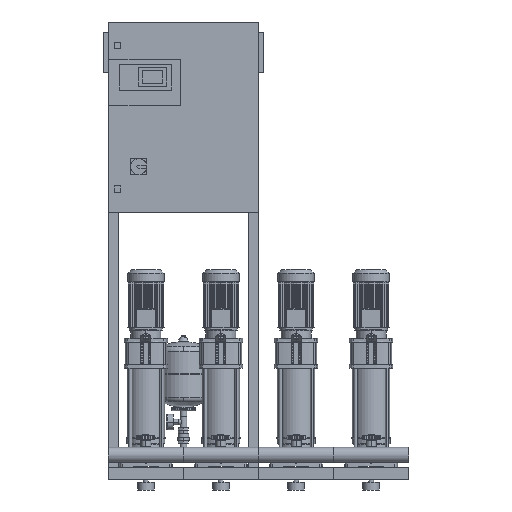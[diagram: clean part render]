
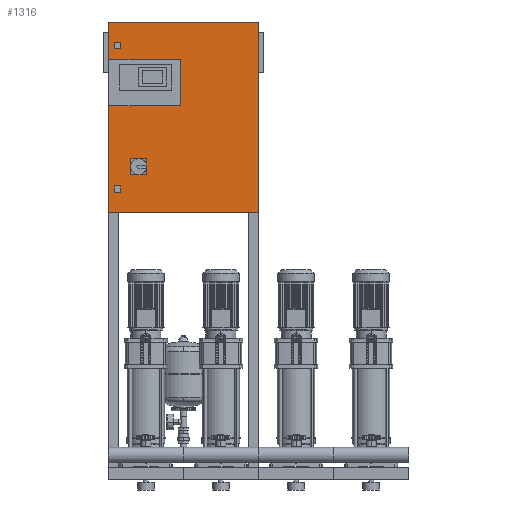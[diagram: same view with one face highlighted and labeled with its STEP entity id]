
A CAD part, front view. The second image highlights one B-rep face of the part: STEP entity #1316.
In plain terms, the highlighted planar face has unit normal (0, -1, 0).
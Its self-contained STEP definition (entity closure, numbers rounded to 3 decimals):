
#171=CARTESIAN_POINT('',(50.,-180.,1790.0));
#172=VERTEX_POINT('',#171);
#179=CARTESIAN_POINT('',(25.,-180.,1790.0));
#180=VERTEX_POINT('',#179);
#181=CARTESIAN_POINT('',(25.,-180.,1790.0));
#182=DIRECTION('',(1.0,0.0,0.0));
#183=VECTOR('',#182,25.0);
#184=LINE('',#181,#183);
#185=EDGE_CURVE('',#180,#172,#184,.T.);
#203=CARTESIAN_POINT('',(25.0,-180.,1765.0));
#204=VERTEX_POINT('',#203);
#205=CARTESIAN_POINT('',(25.0,-180.,1765.0));
#206=DIRECTION('',(0.0,0.0,1.0));
#207=VECTOR('',#206,25.0);
#208=LINE('',#205,#207);
#209=EDGE_CURVE('',#204,#180,#208,.T.);
#227=CARTESIAN_POINT('',(50.,-180.,1765.0));
#228=VERTEX_POINT('',#227);
#229=CARTESIAN_POINT('',(50.,-180.,1765.0));
#230=DIRECTION('',(-1.0,0.0,0.0));
#231=VECTOR('',#230,25.);
#232=LINE('',#229,#231);
#233=EDGE_CURVE('',#228,#204,#232,.T.);
#251=CARTESIAN_POINT('',(50.,-180.,1790.0));
#252=DIRECTION('',(0.0,0.0,-1.0));
#253=VECTOR('',#252,25.0);
#254=LINE('',#251,#253);
#255=EDGE_CURVE('',#172,#228,#254,.T.);
#276=CARTESIAN_POINT('',(50.,-180.,1190.0));
#277=VERTEX_POINT('',#276);
#284=CARTESIAN_POINT('',(50.,-180.,1215.0));
#285=VERTEX_POINT('',#284);
#286=CARTESIAN_POINT('',(50.,-180.,1215.0));
#287=DIRECTION('',(0.0,0.0,-1.0));
#288=VECTOR('',#287,25.0);
#289=LINE('',#286,#288);
#290=EDGE_CURVE('',#285,#277,#289,.T.);
#314=CARTESIAN_POINT('',(25.,-180.,1190.0));
#315=VERTEX_POINT('',#314);
#322=CARTESIAN_POINT('',(50.,-180.,1190.0));
#323=DIRECTION('',(-1.0,0.0,0.0));
#324=VECTOR('',#323,25.);
#325=LINE('',#322,#324);
#326=EDGE_CURVE('',#277,#315,#325,.T.);
#345=CARTESIAN_POINT('',(25.,-180.,1215.0));
#346=VERTEX_POINT('',#345);
#353=CARTESIAN_POINT('',(25.,-180.,1190.0));
#354=DIRECTION('',(0.0,0.0,1.0));
#355=VECTOR('',#354,25.0);
#356=LINE('',#353,#355);
#357=EDGE_CURVE('',#315,#346,#356,.T.);
#375=CARTESIAN_POINT('',(25.,-180.,1215.0));
#376=DIRECTION('',(1.0,0.0,0.0));
#377=VECTOR('',#376,25.);
#378=LINE('',#375,#377);
#379=EDGE_CURVE('',#346,#285,#378,.T.);
#848=CARTESIAN_POINT('',(2.0,-180.,1720.0));
#849=VERTEX_POINT('',#848);
#856=CARTESIAN_POINT('',(2.0,-180.,1535.0));
#857=VERTEX_POINT('',#856);
#858=CARTESIAN_POINT('',(2.0,-180.,1535.0));
#859=DIRECTION('',(0.0,0.0,1.0));
#860=VECTOR('',#859,185.0);
#861=LINE('',#858,#860);
#862=EDGE_CURVE('',#857,#849,#861,.T.);
#887=CARTESIAN_POINT('',(288.,-180.,1535.0));
#888=VERTEX_POINT('',#887);
#889=CARTESIAN_POINT('',(288.,-180.,1535.0));
#890=DIRECTION('',(-1.0,0.0,0.0));
#891=VECTOR('',#890,286.);
#892=LINE('',#889,#891);
#893=EDGE_CURVE('',#888,#857,#892,.T.);
#918=CARTESIAN_POINT('',(288.0,-180.,1720.0));
#919=VERTEX_POINT('',#918);
#920=CARTESIAN_POINT('',(288.0,-180.,1720.0));
#921=DIRECTION('',(0.0,0.0,-1.0));
#922=VECTOR('',#921,185.0);
#923=LINE('',#920,#922);
#924=EDGE_CURVE('',#919,#888,#923,.T.);
#947=CARTESIAN_POINT('',(2.0,-180.,1720.0));
#948=DIRECTION('',(1.0,0.0,0.0));
#949=VECTOR('',#948,286.0);
#950=LINE('',#947,#949);
#951=EDGE_CURVE('',#849,#919,#950,.T.);
#1259=CARTESIAN_POINT('',(300.,-180.,1490.0));
#1260=DIRECTION('',(0.0,-1.0,0.0));
#1261=DIRECTION('',(1.0,0.0,0.0));
#1262=AXIS2_PLACEMENT_3D('',#1259,#1260,#1261);
#1263=PLANE('',#1262);
#1264=CARTESIAN_POINT('',(0.,-180.,1110.0));
#1265=VERTEX_POINT('',#1264);
#1266=CARTESIAN_POINT('',(0.,-180.0,1870.0));
#1267=VERTEX_POINT('',#1266);
#1268=CARTESIAN_POINT('',(0.,-180.,1110.0));
#1269=DIRECTION('',(0.0,0.0,1.0));
#1270=VECTOR('',#1269,760.0);
#1271=LINE('',#1268,#1270);
#1272=EDGE_CURVE('',#1265,#1267,#1271,.T.);
#1273=ORIENTED_EDGE('',*,*,#1272,.F.);
#1274=CARTESIAN_POINT('',(600.0,-180.,1110.0));
#1275=VERTEX_POINT('',#1274);
#1276=CARTESIAN_POINT('',(600.0,-180.,1110.0));
#1277=DIRECTION('',(-1.0,0.0,0.0));
#1278=VECTOR('',#1277,600.);
#1279=LINE('',#1276,#1278);
#1280=EDGE_CURVE('',#1275,#1265,#1279,.T.);
#1281=ORIENTED_EDGE('',*,*,#1280,.F.);
#1282=CARTESIAN_POINT('',(600.0,-180.0,1870.0));
#1283=VERTEX_POINT('',#1282);
#1284=CARTESIAN_POINT('',(600.0,-180.0,1870.0));
#1285=DIRECTION('',(0.0,0.0,-1.0));
#1286=VECTOR('',#1285,760.0);
#1287=LINE('',#1284,#1286);
#1288=EDGE_CURVE('',#1283,#1275,#1287,.T.);
#1289=ORIENTED_EDGE('',*,*,#1288,.F.);
#1290=CARTESIAN_POINT('',(0.,-180.0,1870.0));
#1291=DIRECTION('',(1.0,0.0,0.0));
#1292=VECTOR('',#1291,600.0);
#1293=LINE('',#1290,#1292);
#1294=EDGE_CURVE('',#1267,#1283,#1293,.T.);
#1295=ORIENTED_EDGE('',*,*,#1294,.F.);
#1296=EDGE_LOOP('',(#1273,#1281,#1289,#1295));
#1297=FACE_OUTER_BOUND('',#1296,.T.);
#1298=ORIENTED_EDGE('',*,*,#185,.T.);
#1299=ORIENTED_EDGE('',*,*,#255,.T.);
#1300=ORIENTED_EDGE('',*,*,#233,.T.);
#1301=ORIENTED_EDGE('',*,*,#209,.T.);
#1302=EDGE_LOOP('',(#1298,#1299,#1300,#1301));
#1303=FACE_BOUND('',#1302,.T.);
#1304=ORIENTED_EDGE('',*,*,#290,.T.);
#1305=ORIENTED_EDGE('',*,*,#326,.T.);
#1306=ORIENTED_EDGE('',*,*,#357,.T.);
#1307=ORIENTED_EDGE('',*,*,#379,.T.);
#1308=EDGE_LOOP('',(#1304,#1305,#1306,#1307));
#1309=FACE_BOUND('',#1308,.T.);
#1310=ORIENTED_EDGE('',*,*,#862,.T.);
#1311=ORIENTED_EDGE('',*,*,#951,.T.);
#1312=ORIENTED_EDGE('',*,*,#924,.T.);
#1313=ORIENTED_EDGE('',*,*,#893,.T.);
#1314=EDGE_LOOP('',(#1310,#1311,#1312,#1313));
#1315=FACE_BOUND('',#1314,.T.);
#1316=ADVANCED_FACE('',(#1297,#1303,#1309,#1315),#1263,.T.);
